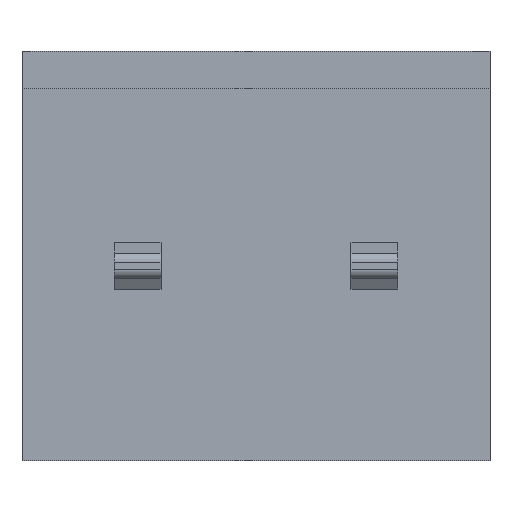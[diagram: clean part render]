
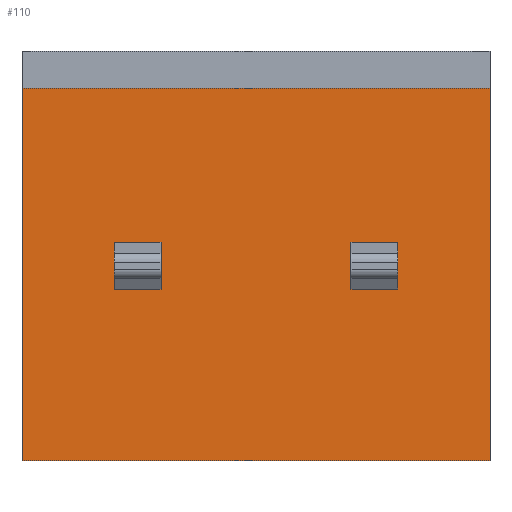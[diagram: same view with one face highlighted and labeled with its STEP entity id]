
A CAD part, front view. The second image highlights one B-rep face of the part: STEP entity #110.
In plain terms, the highlighted planar face has unit normal (0, -1, 0).
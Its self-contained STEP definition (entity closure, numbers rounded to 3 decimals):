
#3 = EDGE_CURVE ( 'NONE', #3052, #3219, #1614, .T. ) ;
#14 = VECTOR ( 'NONE', #3432, 1000. ) ;
#18 = DIRECTION ( 'NONE',  ( 0., 0., -1. ) ) ;
#38 = VECTOR ( 'NONE', #3613, 1000. ) ;
#45 = LINE ( 'NONE', #1818, #2489 ) ;
#56 = VERTEX_POINT ( 'NONE', #560 ) ;
#96 = CARTESIAN_POINT ( 'NONE',  ( 8.065, 0., -3.31 ) ) ;
#110 = ADVANCED_FACE ( 'NONE', ( #459, #3048, #651 ), #3520, .F. ) ;
#277 = CARTESIAN_POINT ( 'NONE',  ( 2.985, 0., -3.31 ) ) ;
#298 = LINE ( 'NONE', #2904, #863 ) ;
#340 = DIRECTION ( 'NONE',  ( 0., 0., 1. ) ) ;
#355 = DIRECTION ( 'NONE',  ( 0., 0., -1. ) ) ;
#382 = VERTEX_POINT ( 'NONE', #3767 ) ;
#459 = FACE_BOUND ( 'NONE', #1362, .T. ) ;
#546 = DIRECTION ( 'NONE',  ( -1., 0., 0. ) ) ;
#558 = CARTESIAN_POINT ( 'NONE',  ( 0., 0., -8. ) ) ;
#560 = CARTESIAN_POINT ( 'NONE',  ( 2.985, 0., -3.31 ) ) ;
#568 = EDGE_CURVE ( 'NONE', #382, #2353, #2758, .T. ) ;
#651 = FACE_OUTER_BOUND ( 'NONE', #760, .T. ) ;
#667 = ORIENTED_EDGE ( 'NONE', *, *, #3245, .F. ) ;
#685 = VECTOR ( 'NONE', #1091, 1000. ) ;
#760 = EDGE_LOOP ( 'NONE', ( #3650, #667, #1642, #3642 ) ) ;
#787 = LINE ( 'NONE', #1217, #3165 ) ;
#813 = CARTESIAN_POINT ( 'NONE',  ( 10.05, 0., 0. ) ) ;
#820 = EDGE_CURVE ( 'NONE', #2005, #2250, #2431, .T. ) ;
#861 = ORIENTED_EDGE ( 'NONE', *, *, #2192, .T. ) ;
#863 = VECTOR ( 'NONE', #2047, 1000. ) ;
#865 = DIRECTION ( 'NONE',  ( 0., 0., 1. ) ) ;
#872 = CARTESIAN_POINT ( 'NONE',  ( 1.985, 0., -3.31 ) ) ;
#939 = ORIENTED_EDGE ( 'NONE', *, *, #568, .T. ) ;
#957 = CARTESIAN_POINT ( 'NONE',  ( 2.985, 0., -4.31 ) ) ;
#1091 = DIRECTION ( 'NONE',  ( -1., 0., 0. ) ) ;
#1106 = VECTOR ( 'NONE', #2612, 1000. ) ;
#1203 = LINE ( 'NONE', #2000, #2069 ) ;
#1217 = CARTESIAN_POINT ( 'NONE',  ( 10.05, 0., 0. ) ) ;
#1277 = EDGE_CURVE ( 'NONE', #2250, #1406, #298, .T. ) ;
#1291 = EDGE_CURVE ( 'NONE', #2353, #1719, #1358, .T. ) ;
#1358 = LINE ( 'NONE', #2368, #3430 ) ;
#1362 = EDGE_LOOP ( 'NONE', ( #3205, #2916, #1540, #861 ) ) ;
#1363 = EDGE_CURVE ( 'NONE', #1524, #382, #2477, .T. ) ;
#1385 = DIRECTION ( 'NONE',  ( 0., 1., 0. ) ) ;
#1406 = VERTEX_POINT ( 'NONE', #872 ) ;
#1486 = CARTESIAN_POINT ( 'NONE',  ( 1.985, 0., -4.31 ) ) ;
#1524 = VERTEX_POINT ( 'NONE', #2349 ) ;
#1540 = ORIENTED_EDGE ( 'NONE', *, *, #1938, .T. ) ;
#1611 = VECTOR ( 'NONE', #3479, 1000. ) ;
#1614 = LINE ( 'NONE', #3571, #2285 ) ;
#1642 = ORIENTED_EDGE ( 'NONE', *, *, #3094, .F. ) ;
#1666 = VERTEX_POINT ( 'NONE', #3338 ) ;
#1682 = AXIS2_PLACEMENT_3D ( 'NONE', #813, #1385, #340 ) ;
#1719 = VERTEX_POINT ( 'NONE', #2766 ) ;
#1746 = ORIENTED_EDGE ( 'NONE', *, *, #1291, .T. ) ;
#1768 = EDGE_CURVE ( 'NONE', #1719, #1524, #3722, .T. ) ;
#1770 = DIRECTION ( 'NONE',  ( 0., 0., -1. ) ) ;
#1818 = CARTESIAN_POINT ( 'NONE',  ( 2.985, 0., -3.31 ) ) ;
#1938 = EDGE_CURVE ( 'NONE', #1406, #56, #2630, .T. ) ;
#2000 = CARTESIAN_POINT ( 'NONE',  ( 10.05, 0., -8. ) ) ;
#2005 = VERTEX_POINT ( 'NONE', #957 ) ;
#2047 = DIRECTION ( 'NONE',  ( 0., 0., 1. ) ) ;
#2069 = VECTOR ( 'NONE', #546, 1000. ) ;
#2109 = CARTESIAN_POINT ( 'NONE',  ( 0., 0., 0. ) ) ;
#2119 = ORIENTED_EDGE ( 'NONE', *, *, #1363, .T. ) ;
#2192 = EDGE_CURVE ( 'NONE', #56, #2005, #45, .T. ) ;
#2250 = VERTEX_POINT ( 'NONE', #1486 ) ;
#2279 = LINE ( 'NONE', #2442, #38 ) ;
#2282 = CARTESIAN_POINT ( 'NONE',  ( 2.985, 0., -4.31 ) ) ;
#2285 = VECTOR ( 'NONE', #2995, 1000. ) ;
#2349 = CARTESIAN_POINT ( 'NONE',  ( 7.065, 0., -4.31 ) ) ;
#2353 = VERTEX_POINT ( 'NONE', #96 ) ;
#2368 = CARTESIAN_POINT ( 'NONE',  ( 8.065, 0., -3.31 ) ) ;
#2376 = EDGE_LOOP ( 'NONE', ( #3087, #2119, #939, #1746 ) ) ;
#2431 = LINE ( 'NONE', #2282, #14 ) ;
#2442 = CARTESIAN_POINT ( 'NONE',  ( 10.05, 0., 0. ) ) ;
#2477 = LINE ( 'NONE', #3168, #3678 ) ;
#2489 = VECTOR ( 'NONE', #355, 1000. ) ;
#2504 = VERTEX_POINT ( 'NONE', #3107 ) ;
#2612 = DIRECTION ( 'NONE',  ( 1., 0., 0. ) ) ;
#2630 = LINE ( 'NONE', #277, #1611 ) ;
#2758 = LINE ( 'NONE', #2935, #1106 ) ;
#2766 = CARTESIAN_POINT ( 'NONE',  ( 8.065, 0., -4.31 ) ) ;
#2904 = CARTESIAN_POINT ( 'NONE',  ( 1.985, 0., -3.31 ) ) ;
#2916 = ORIENTED_EDGE ( 'NONE', *, *, #1277, .T. ) ;
#2935 = CARTESIAN_POINT ( 'NONE',  ( 8.065, 0., -3.31 ) ) ;
#2995 = DIRECTION ( 'NONE',  ( 0., 0., -1. ) ) ;
#3048 = FACE_BOUND ( 'NONE', #2376, .T. ) ;
#3052 = VERTEX_POINT ( 'NONE', #2109 ) ;
#3087 = ORIENTED_EDGE ( 'NONE', *, *, #1768, .T. ) ;
#3094 = EDGE_CURVE ( 'NONE', #1666, #2504, #787, .T. ) ;
#3107 = CARTESIAN_POINT ( 'NONE',  ( 10.05, 0., -8. ) ) ;
#3165 = VECTOR ( 'NONE', #18, 1000. ) ;
#3168 = CARTESIAN_POINT ( 'NONE',  ( 7.065, 0., -3.31 ) ) ;
#3205 = ORIENTED_EDGE ( 'NONE', *, *, #820, .T. ) ;
#3219 = VERTEX_POINT ( 'NONE', #558 ) ;
#3245 = EDGE_CURVE ( 'NONE', #2504, #3219, #1203, .T. ) ;
#3338 = CARTESIAN_POINT ( 'NONE',  ( 10.05, 0., 0. ) ) ;
#3381 = EDGE_CURVE ( 'NONE', #1666, #3052, #2279, .T. ) ;
#3430 = VECTOR ( 'NONE', #1770, 1000. ) ;
#3432 = DIRECTION ( 'NONE',  ( -1., 0., 0. ) ) ;
#3479 = DIRECTION ( 'NONE',  ( 1., 0., 0. ) ) ;
#3520 = PLANE ( 'NONE',  #1682 ) ;
#3571 = CARTESIAN_POINT ( 'NONE',  ( 0., 0., 0. ) ) ;
#3613 = DIRECTION ( 'NONE',  ( -1., 0., 0. ) ) ;
#3642 = ORIENTED_EDGE ( 'NONE', *, *, #3381, .T. ) ;
#3650 = ORIENTED_EDGE ( 'NONE', *, *, #3, .T. ) ;
#3678 = VECTOR ( 'NONE', #865, 1000. ) ;
#3683 = CARTESIAN_POINT ( 'NONE',  ( 8.065, 0., -4.31 ) ) ;
#3722 = LINE ( 'NONE', #3683, #685 ) ;
#3767 = CARTESIAN_POINT ( 'NONE',  ( 7.065, 0., -3.31 ) ) ;
